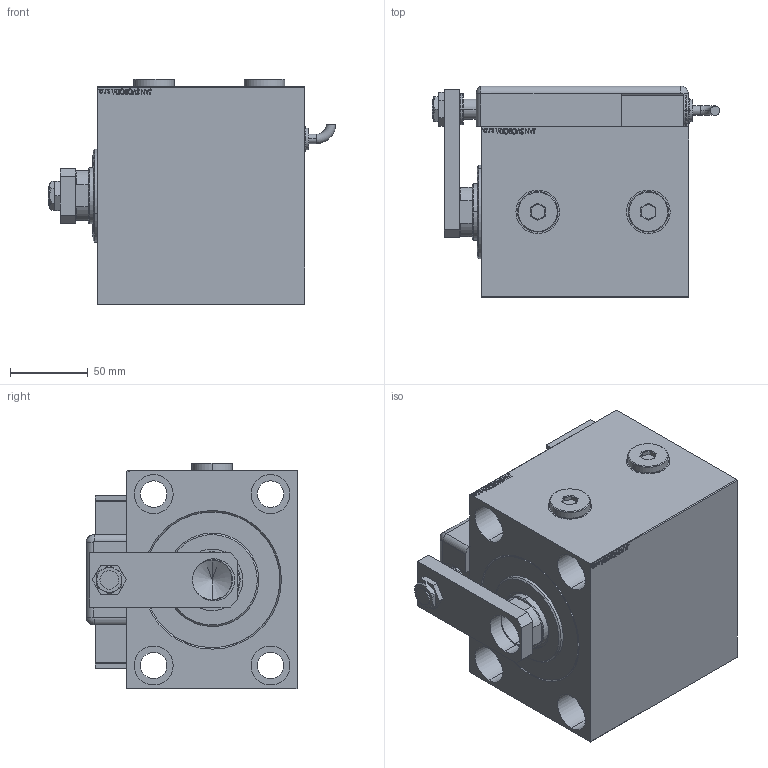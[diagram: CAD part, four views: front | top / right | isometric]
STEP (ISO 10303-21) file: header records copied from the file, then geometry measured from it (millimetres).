
FILE_DESCRIPTION (( 'STEP AP203' ), '1' );
FILE_NAME ('914a.STEP', '2024-02-11T14:37:12', ( '' ), ( '' ), 'SwSTEP 2.0', 'SolidWorks 2019', '' );
FILE_SCHEMA (( 'CONFIG_CONTROL_DESIGN' ));
Length unit declared in the file: millimetre
Products named in the file (14): NUT_D19 df72dac765a2825fb6893ed8b710090e; V450CM_C_VCP df72dac765a2825fb6893ed8b710090e; SWITCH DIM A_G df72dac765a2825fb6893ed8b710090e; KRYT df72dac765a2825fb6893ed8b710090e; TYC df72dac765a2825fb6893ed8b710090e; NUT_D13 df72dac765a2825fb6893ed8b710090e; V450CM_VC_B df72dac765a2825fb6893ed8b710090e; ZARAZKA_Q df72dac765a2825fb6893ed8b710090e; Zatka_OIL_PORT df72dac765a2825fb6893ed8b710090e; 914a; MAGNETIC SWITCH Q df72dac765a2825fb6893ed8b710090e; V450CM_C_Body df72dac765a2825fb6893ed8b710090e; SWITCH Q df72dac765a2825fb6893ed8b710090e; SWITCH_Q_FRONT_BACK df72dac765a2825fb6893ed8b710090e
Assembly tree (15 placements, depth 3):
  914a
    V450CM_C_Body df72dac765a2825fb6893ed8b710090e
    V450CM_C_VCP df72dac765a2825fb6893ed8b710090e
    V450CM_VC_B df72dac765a2825fb6893ed8b710090e
    MAGNETIC SWITCH Q df72dac765a2825fb6893ed8b710090e
      SWITCH_Q_FRONT_BACK df72dac765a2825fb6893ed8b710090e
      TYC df72dac765a2825fb6893ed8b710090e
      ZARAZKA_Q df72dac765a2825fb6893ed8b710090e
      SWITCH DIM A_G df72dac765a2825fb6893ed8b710090e
      NUT_D19 df72dac765a2825fb6893ed8b710090e
      NUT_D13 df72dac765a2825fb6893ed8b710090e
      KRYT df72dac765a2825fb6893ed8b710090e
      SWITCH Q df72dac765a2825fb6893ed8b710090e  x2
    Zatka_OIL_PORT df72dac765a2825fb6893ed8b710090e  x2
Bounding box: 184.46 x 135.8 x 144.9 mm (x, y, z)
Volume: 1885174.8 mm3; surface area: 279402.5 mm2
Topology: 15 solids, 15 shells, 1303 faces, 3286 edges, 2163 vertices
Faces by surface type: plane 649, bspline 471, cylinder 133, cone 26, torus 22, sphere 2
Entity records: 61098 total; most frequent: CARTESIAN_POINT 32513, ORIENTED_EDGE 6296, DIRECTION 4060, EDGE_CURVE 3148, VERTEX_POINT 2079, LINE 1876, VECTOR 1876, EDGE_LOOP 1425
